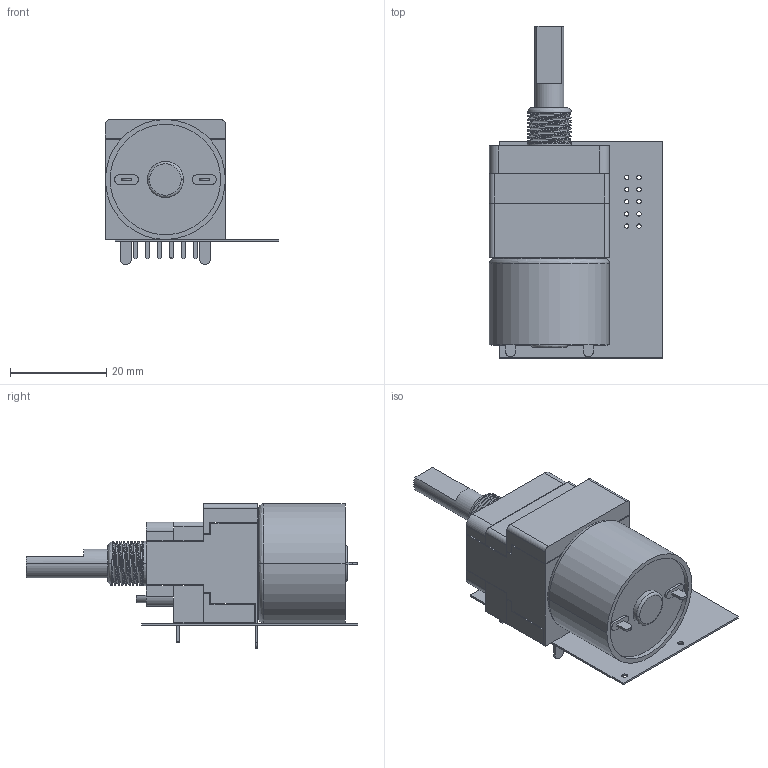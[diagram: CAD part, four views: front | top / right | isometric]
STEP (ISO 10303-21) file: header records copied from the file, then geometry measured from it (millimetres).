
FILE_DESCRIPTION(('Open CASCADE Model'),'2;1');
FILE_NAME('Open CASCADE Shape Model','2018-02-04T16:27:26',('Author'),( 'Open CASCADE'),'Open CASCADE STEP processor 6.2','Open CASCADE 6.2' ,'Unknown');
FILE_SCHEMA(('AUTOMOTIVE_DESIGN { 1 0 10303 214 1 1 1 1 }'));
Length unit declared in the file: millimetre
Products named in the file (4): PCB; Boardark; RK1ark; User_Library-RK168_(1)
Assembly tree (3 placements, depth 3):
  PCB
    Boardark
    RK1ark
      User_Library-RK168_(1)
Bounding box: 36.09 x 69.14 x 30.2 mm (x, y, z)
Volume: 22483.6 mm3; surface area: 13104.4 mm2
Topology: 5 solids, 5 shells, 294 faces, 760 edges, 498 vertices
Faces by surface type: plane 183, cylinder 99, bspline 12
Full cylindrical faces by diameter (mm): 0.9 x10, 1 x16, 1.2 x2
Entity records: 24820 total; most frequent: CARTESIAN_POINT 10219, DIRECTION 2481, ORIENTED_EDGE 1520, PCURVE 1520, DEFINITIONAL_REPRESENTATION 1520, LINE 1494, VECTOR 1494, EDGE_CURVE 760
